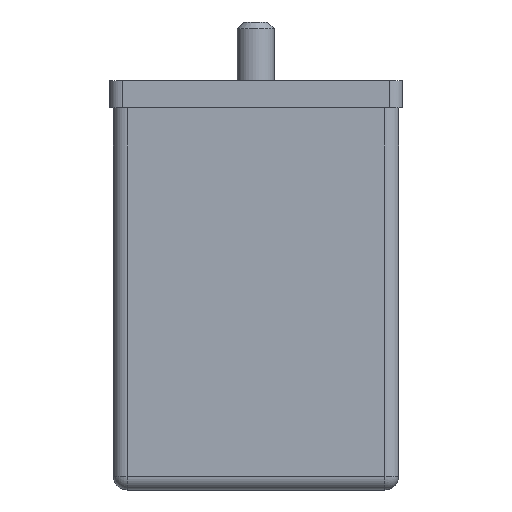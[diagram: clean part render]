
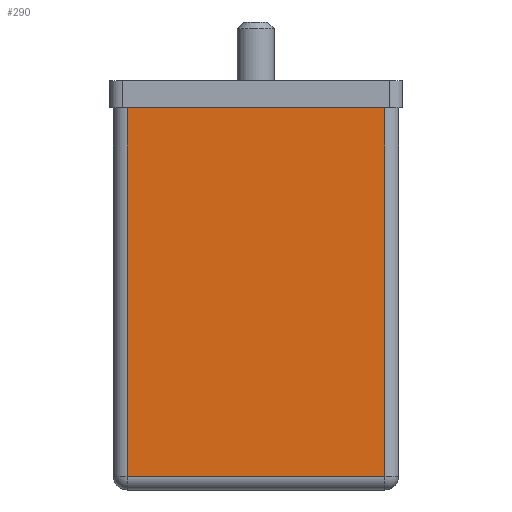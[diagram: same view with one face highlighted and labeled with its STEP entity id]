
A CAD part, left-side view. The second image highlights one B-rep face of the part: STEP entity #290.
In plain terms, the highlighted planar face has unit normal (-1, 0, 0).
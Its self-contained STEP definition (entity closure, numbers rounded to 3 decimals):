
#290 = ADVANCED_FACE ( 'NONE', ( #3488 ), #5309, .F. ) ;
#390 = EDGE_CURVE ( 'NONE', #2661, #2663, #3578, .T. ) ;
#391 = EDGE_CURVE ( 'NONE', #2661, #2662, #3579, .T. ) ;
#392 = EDGE_CURVE ( 'NONE', #2663, #2664, #3580, .T. ) ;
#393 = EDGE_CURVE ( 'NONE', #2664, #2662, #3581, .T. ) ;
#585 = AXIS2_PLACEMENT_3D ( 'NONE', #5310, #5311, #5312 ) ;
#2467 = ORIENTED_EDGE ( 'NONE', *, *, #393, .T. ) ;
#2468 = ORIENTED_EDGE ( 'NONE', *, *, #390, .T. ) ;
#2469 = ORIENTED_EDGE ( 'NONE', *, *, #392, .T. ) ;
#2470 = ORIENTED_EDGE ( 'NONE', *, *, #391, .F. ) ;
#2661 = VERTEX_POINT ( 'NONE', #6740 ) ;
#2662 = VERTEX_POINT ( 'NONE', #6741 ) ;
#2663 = VERTEX_POINT ( 'NONE', #6742 ) ;
#2664 = VERTEX_POINT ( 'NONE', #6743 ) ;
#2880 = EDGE_LOOP ( 'NONE', ( #2470, #2468, #2469, #2467 ) ) ;
#3488 = FACE_OUTER_BOUND ( 'NONE', #2880, .T. ) ;
#3578 = LINE ( 'NONE', #5566, #3844 ) ;
#3579 = LINE ( 'NONE', #5568, #3845 ) ;
#3580 = LINE ( 'NONE', #5570, #3846 ) ;
#3581 = LINE ( 'NONE', #5572, #3847 ) ;
#3844 = VECTOR ( 'NONE', #5567, 1000. ) ;
#3845 = VECTOR ( 'NONE', #5569, 1000. ) ;
#3846 = VECTOR ( 'NONE', #5571, 1000. ) ;
#3847 = VECTOR ( 'NONE', #5573, 1000. ) ;
#5309 = PLANE ( 'NONE',  #585 ) ;
#5310 = CARTESIAN_POINT ( 'NONE',  ( -13.7, 10.45, 28. ) ) ;
#5311 = DIRECTION ( 'NONE',  ( 1., 0., 0. ) ) ;
#5312 = DIRECTION ( 'NONE',  ( 0., 1., 0. ) ) ;
#5566 = CARTESIAN_POINT ( 'NONE',  ( -13.7, 9.45, 28. ) ) ;
#5567 = DIRECTION ( 'NONE',  ( 0., 0., -1. ) ) ;
#5568 = CARTESIAN_POINT ( 'NONE',  ( -13.7, 10.45, 28. ) ) ;
#5569 = DIRECTION ( 'NONE',  ( 0., -1., 0. ) ) ;
#5570 = CARTESIAN_POINT ( 'NONE',  ( -13.7, 10.45, 1. ) ) ;
#5571 = DIRECTION ( 'NONE',  ( 0., -1., 0. ) ) ;
#5572 = CARTESIAN_POINT ( 'NONE',  ( -13.7, -9.45, 28. ) ) ;
#5573 = DIRECTION ( 'NONE',  ( 0., 0., 1. ) ) ;
#6740 = CARTESIAN_POINT ( 'NONE',  ( -13.7, 9.45, 28. ) ) ;
#6741 = CARTESIAN_POINT ( 'NONE',  ( -13.7, -9.45, 28. ) ) ;
#6742 = CARTESIAN_POINT ( 'NONE',  ( -13.7, 9.45, 1. ) ) ;
#6743 = CARTESIAN_POINT ( 'NONE',  ( -13.7, -9.45, 1. ) ) ;
